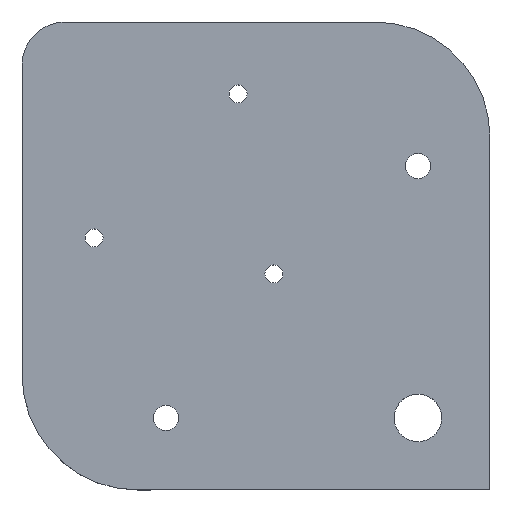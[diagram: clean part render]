
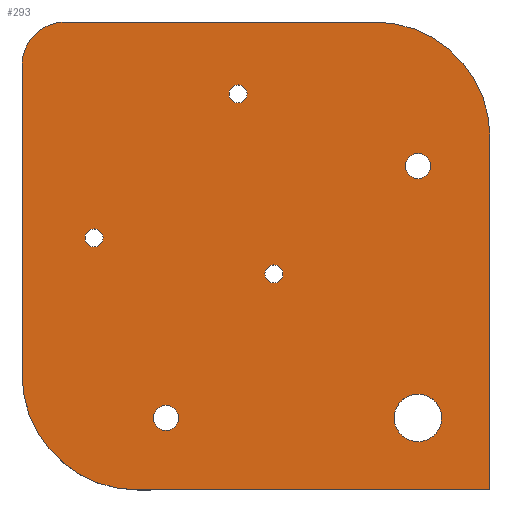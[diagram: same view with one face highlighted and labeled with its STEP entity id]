
A CAD part, top view. The second image highlights one B-rep face of the part: STEP entity #293.
In plain terms, the highlighted planar face has unit normal (0, 0, 1).
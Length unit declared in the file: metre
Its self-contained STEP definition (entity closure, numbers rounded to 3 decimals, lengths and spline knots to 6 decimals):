
#18=PLANE('',#329);
#23=LINE('',#457,#38);
#27=LINE('',#469,#42);
#31=LINE('',#481,#46);
#34=LINE('',#486,#49);
#38=VECTOR('',#366,1.);
#42=VECTOR('',#378,1.);
#46=VECTOR('',#390,1.);
#49=VECTOR('',#395,1.);
#78=ORIENTED_EDGE('',*,*,#141,.F.);
#79=ORIENTED_EDGE('',*,*,#142,.F.);
#80=ORIENTED_EDGE('',*,*,#143,.F.);
#81=ORIENTED_EDGE('',*,*,#144,.T.);
#82=ORIENTED_EDGE('',*,*,#145,.T.);
#83=ORIENTED_EDGE('',*,*,#146,.T.);
#84=ORIENTED_EDGE('',*,*,#122,.T.);
#85=ORIENTED_EDGE('',*,*,#140,.F.);
#86=ORIENTED_EDGE('',*,*,#137,.F.);
#87=ORIENTED_EDGE('',*,*,#134,.T.);
#88=ORIENTED_EDGE('',*,*,#131,.T.);
#89=ORIENTED_EDGE('',*,*,#128,.F.);
#90=ORIENTED_EDGE('',*,*,#125,.T.);
#122=EDGE_CURVE('',#158,#157,#184,.T.);
#125=EDGE_CURVE('',#160,#158,#23,.T.);
#128=EDGE_CURVE('',#160,#162,#186,.T.);
#131=EDGE_CURVE('',#164,#162,#27,.T.);
#134=EDGE_CURVE('',#166,#164,#188,.T.);
#137=EDGE_CURVE('',#166,#168,#31,.T.);
#140=EDGE_CURVE('',#168,#157,#34,.T.);
#141=EDGE_CURVE('',#169,#169,#189,.F.);
#142=EDGE_CURVE('',#170,#170,#190,.F.);
#143=EDGE_CURVE('',#171,#171,#191,.F.);
#144=EDGE_CURVE('',#172,#172,#192,.T.);
#145=EDGE_CURVE('',#173,#173,#193,.T.);
#146=EDGE_CURVE('',#174,#174,#194,.T.);
#157=VERTEX_POINT('',#450);
#158=VERTEX_POINT('',#452);
#160=VERTEX_POINT('',#458);
#162=VERTEX_POINT('',#464);
#164=VERTEX_POINT('',#470);
#166=VERTEX_POINT('',#476);
#168=VERTEX_POINT('',#482);
#169=VERTEX_POINT('',#489);
#170=VERTEX_POINT('',#491);
#171=VERTEX_POINT('',#493);
#172=VERTEX_POINT('',#495);
#173=VERTEX_POINT('',#497);
#174=VERTEX_POINT('',#499);
#184=CIRCLE('',#318,0.016);
#186=CIRCLE('',#322,0.006);
#188=CIRCLE('',#326,0.016);
#189=CIRCLE('',#330,0.00175);
#190=CIRCLE('',#331,0.0033);
#191=CIRCLE('',#332,0.00175);
#192=CIRCLE('',#333,0.00125);
#193=CIRCLE('',#334,0.00125);
#194=CIRCLE('',#335,0.00125);
#210=EDGE_LOOP('',(#78));
#211=EDGE_LOOP('',(#79));
#212=EDGE_LOOP('',(#80));
#213=EDGE_LOOP('',(#81));
#214=EDGE_LOOP('',(#82));
#215=EDGE_LOOP('',(#83));
#216=EDGE_LOOP('',(#84,#85,#86,#87,#88,#89,#90));
#247=FACE_BOUND('',#210,.T.);
#248=FACE_BOUND('',#211,.T.);
#249=FACE_BOUND('',#212,.T.);
#250=FACE_BOUND('',#213,.T.);
#251=FACE_BOUND('',#214,.T.);
#252=FACE_BOUND('',#215,.T.);
#253=FACE_BOUND('',#216,.T.);
#293=ADVANCED_FACE('',(#247,#248,#249,#250,#251,#252,#253),#18,.F.);
#318=AXIS2_PLACEMENT_3D('',#451,#360,#361);
#322=AXIS2_PLACEMENT_3D('',#463,#372,#373);
#326=AXIS2_PLACEMENT_3D('',#475,#384,#385);
#329=AXIS2_PLACEMENT_3D('',#487,#396,#397);
#330=AXIS2_PLACEMENT_3D('',#488,#398,#399);
#331=AXIS2_PLACEMENT_3D('',#490,#400,#401);
#332=AXIS2_PLACEMENT_3D('',#492,#402,#403);
#333=AXIS2_PLACEMENT_3D('',#494,#404,#405);
#334=AXIS2_PLACEMENT_3D('',#496,#406,#407);
#335=AXIS2_PLACEMENT_3D('',#498,#408,#409);
#360=DIRECTION('',(0.,0.,1.));
#361=DIRECTION('',(-1.,0.,0.));
#366=DIRECTION('',(0.,-1.,0.));
#372=DIRECTION('',(0.,0.,-1.));
#373=DIRECTION('',(-1.,0.,0.));
#378=DIRECTION('',(-1.,0.,0.));
#384=DIRECTION('',(0.,0.,1.));
#385=DIRECTION('',(-1.,0.,0.));
#390=DIRECTION('',(0.,-1.,0.));
#395=DIRECTION('',(-1.,0.,0.));
#396=DIRECTION('',(0.,0.,-1.));
#397=DIRECTION('',(1.,0.,0.));
#398=DIRECTION('',(0.,0.,-1.));
#399=DIRECTION('',(-1.,0.,0.));
#400=DIRECTION('',(0.,0.,-1.));
#401=DIRECTION('',(-1.,0.,0.));
#402=DIRECTION('',(0.,0.,-1.));
#403=DIRECTION('',(-1.,0.,0.));
#404=DIRECTION('',(0.,0.,-1.));
#405=DIRECTION('',(-1.,0.,0.));
#406=DIRECTION('',(0.,0.,-1.));
#407=DIRECTION('',(-1.,0.,0.));
#408=DIRECTION('',(0.,0.,-1.));
#409=DIRECTION('',(-1.,0.,0.));
#450=CARTESIAN_POINT('',(0.171,-0.054014,-0.265143));
#451=CARTESIAN_POINT('',(0.171,-0.038014,-0.265143));
#452=CARTESIAN_POINT('',(0.155,-0.038014,-0.265143));
#457=CARTESIAN_POINT('',(0.155,-0.014514,-0.265143));
#458=CARTESIAN_POINT('',(0.155,0.004986,-0.265143));
#463=CARTESIAN_POINT('',(0.161,0.004986,-0.265143));
#464=CARTESIAN_POINT('',(0.161,0.010986,-0.265143));
#469=CARTESIAN_POINT('',(0.1805,0.010986,-0.265143));
#470=CARTESIAN_POINT('',(0.204,0.010986,-0.265143));
#475=CARTESIAN_POINT('',(0.204,-0.005014,-0.265143));
#476=CARTESIAN_POINT('',(0.22,-0.005014,-0.265143));
#481=CARTESIAN_POINT('',(0.22,-0.018514,-0.265143));
#482=CARTESIAN_POINT('',(0.22,-0.054014,-0.265143));
#486=CARTESIAN_POINT('',(0.1845,-0.054014,-0.265143));
#487=CARTESIAN_POINT('',(0.,0.165986,-0.265143));
#488=CARTESIAN_POINT('',(0.21,-0.009014,-0.265143));
#489=CARTESIAN_POINT('',(0.20825,-0.009014,-0.265143));
#490=CARTESIAN_POINT('',(0.21,-0.044014,-0.265143));
#491=CARTESIAN_POINT('',(0.2067,-0.044014,-0.265143));
#492=CARTESIAN_POINT('',(0.175,-0.044014,-0.265143));
#493=CARTESIAN_POINT('',(0.17325,-0.044014,-0.265143));
#494=CARTESIAN_POINT('',(0.185,0.000986,-0.265143));
#495=CARTESIAN_POINT('',(0.18375,0.000986,-0.265143));
#496=CARTESIAN_POINT('',(0.19,-0.024014,-0.265143));
#497=CARTESIAN_POINT('',(0.18875,-0.024014,-0.265143));
#498=CARTESIAN_POINT('',(0.165,-0.019014,-0.265143));
#499=CARTESIAN_POINT('',(0.16375,-0.019014,-0.265143));
